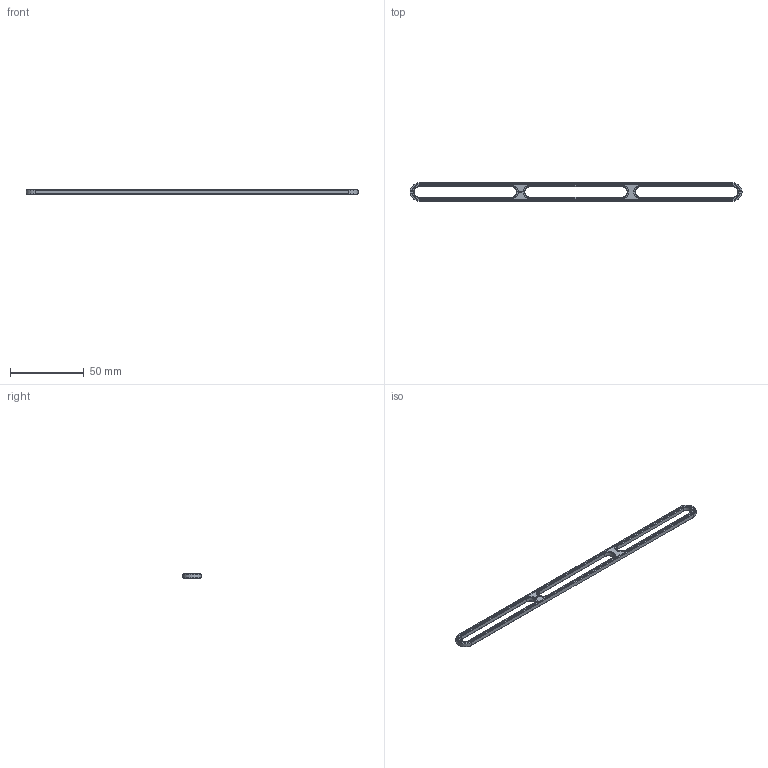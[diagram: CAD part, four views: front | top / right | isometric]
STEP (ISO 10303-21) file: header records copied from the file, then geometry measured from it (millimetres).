
FILE_DESCRIPTION(('FreeCAD Model'),'2;1');
FILE_NAME('Open CASCADE Shape Model','2021-03-28T15:36:32',('Author'),( ''),'Open CASCADE STEP processor 7.4','FreeCAD','Unknown');
FILE_SCHEMA(('AUTOMOTIVE_DESIGN { 1 0 10303 214 1 1 1 1 }'));
Length unit declared in the file: millimetre
Products named in the file (1): Brace_STR_SLT_SQT_ERR_BU18x01x00.25x06_-_SPN-BRC-0439_(stemfie.org)
Bounding box: 225 x 12.5 x 3.12 mm (x, y, z)
Volume: 4070.8 mm3; surface area: 5398 mm2
Topology: 1 solids, 1 shells, 613 faces, 1681 edges, 1106 vertices
Faces by surface type: plane 371, extrusion 210, cone 16, cylinder 16
Entity records: 42679 total; most frequent: CARTESIAN_POINT 10656, DIRECTION 5065, VECTOR 4073, LINE 3863, ORIENTED_EDGE 3362, PCURVE 3362, DEFINITIONAL_REPRESENTATION 3362, EDGE_CURVE 1681
